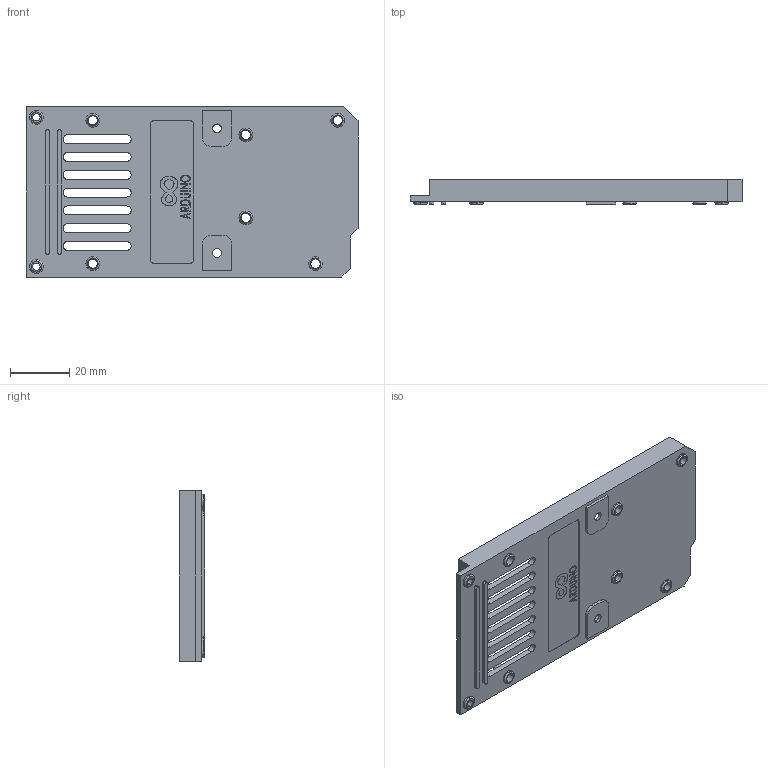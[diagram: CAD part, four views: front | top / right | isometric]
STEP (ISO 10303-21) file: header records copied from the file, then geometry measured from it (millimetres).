
FILE_DESCRIPTION (( 'STEP AP214' ), '1' );
FILE_NAME ('Arduino Mega Case1.STEP', '2024-02-25T06:56:59', ( '' ), ( '' ), 'SwSTEP 2.0', 'SolidWorks 2017', '' );
FILE_SCHEMA (( 'AUTOMOTIVE_DESIGN' ));
Length unit declared in the file: millimetre
Products named in the file (1): Arduino Mega Case1
Bounding box: 112.02 x 8.5 x 57.42 mm (x, y, z)
Volume: 15312.4 mm3; surface area: 17422.6 mm2
Topology: 1 solids, 1 shells, 291 faces, 761 edges, 502 vertices
Faces by surface type: plane 154, cylinder 76, bspline 61
Entity records: 11535 total; most frequent: CARTESIAN_POINT 4520, ORIENTED_EDGE 1522, DIRECTION 1285, EDGE_CURVE 761, VERTEX_POINT 502, LINE 487, VECTOR 487, AXIS2_PLACEMENT_3D 399
